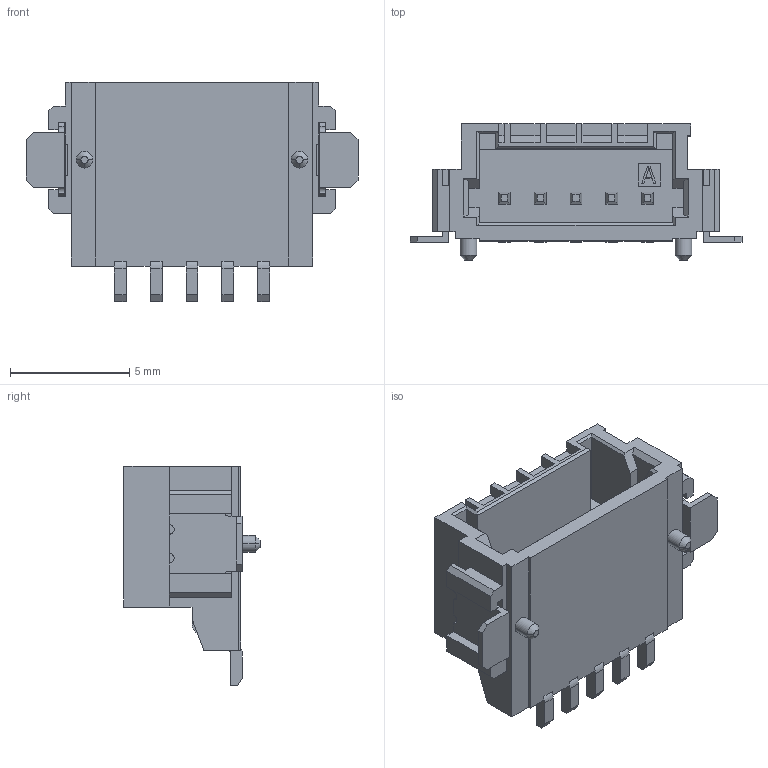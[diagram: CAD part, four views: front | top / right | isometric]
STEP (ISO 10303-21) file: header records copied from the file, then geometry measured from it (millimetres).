
FILE_DESCRIPTION( ('This file contains a STEP AP42 implementation' ,'as created by ZW3D STEP Interface translator.') ,'2;1' );
FILE_NAME( 'WF1503-WZ05WX2001.stp' ,'231229.17 056', (''), ('ZWCAD Software Co.'), 'Version 1.0', 'ZW3D to STEP translator', '' );
FILE_SCHEMA(('AUTOMOTIVE_DESIGN { 1 0 10303 214 1 1 1 1 }'));
Length unit declared in the file: millimetre
Products named in the file (2): 0; WF1503-WZ05WX2001
Bounding box: 13.9 x 5.7 x 9.2 mm (x, y, z)
Volume: 218.9 mm3; surface area: 557.8 mm2
Topology: 1 solids, 1 shells, 328 faces, 892 edges, 572 vertices
Faces by surface type: plane 295, cylinder 27, cone 6
Entity records: 10491 total; most frequent: CARTESIAN_POINT 1793, ORIENTED_EDGE 1784, DIRECTION 1636, EDGE_CURVE 892, VECTOR 806, LINE 806, VERTEX_POINT 572, AXIS2_PLACEMENT_3D 415
